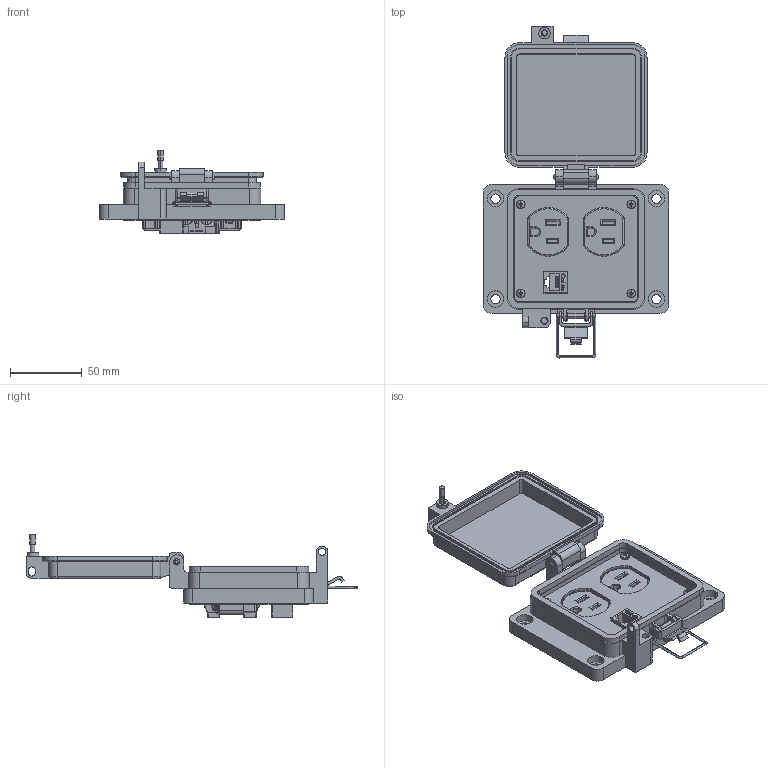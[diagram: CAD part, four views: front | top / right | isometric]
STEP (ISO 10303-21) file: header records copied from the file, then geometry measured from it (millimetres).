
FILE_DESCRIPTION (( 'STEP AP203' ), '1' );
FILE_NAME ('P-R2-K3RG0_3D.STEP', '2021-10-05T19:00:31', ( '' ), ( '' ), 'SwSTEP 2.0', 'SolidWorks 2019', '' );
FILE_SCHEMA (( 'CONFIG_CONTROL_DESIGN' ));
Length unit declared in the file: millimetre
Products named in the file (13): -K3; Z-H-K3_B; Z-300-RJ45CAT5; Z-000-4243316TFP; R2; Z-000-440716FH_90273A416; P-R2-K3RG0_FP060_1; P-R2-K3RG0_3D; P-R2-K3RG0_BP180_1; P-R2-K3RG0_TP060_1; 92005A124_METRIC PAN HEAD PHILLIPS MACHINE SCREW_92005A124; RD_sheared; Z-200-OTLT-RD_Sheared
Assembly tree (18 placements, depth 3):
  P-R2-K3RG0_3D
    P-R2-K3RG0_BP180_1
    P-R2-K3RG0_TP060_1
    Z-000-4243316TFP  x4
    RD_sheared
      Z-200-OTLT-RD_Sheared
    Z-000-440716FH_90273A416
    P-R2-K3RG0_FP060_1
    R2
      Z-300-RJ45CAT5
    -K3
      Z-H-K3_B
    92005A124_METRIC PAN HEAD PHILLIPS MACHINE SCREW_92005A124  x4
Bounding box: 129 x 231.18 x 58.02 mm (x, y, z)
Volume: 189095.7 mm3; surface area: 127122 mm2
Topology: 33 solids, 33 shells, 2718 faces, 7501 edges, 4882 vertices
Faces by surface type: cylinder 1171, plane 1067, bspline 255, cone 104, torus 61, sphere 60
Entity records: 73896 total; most frequent: CARTESIAN_POINT 24055, ORIENTED_EDGE 10792, DIRECTION 9148, EDGE_CURVE 5396, VERTEX_POINT 3505, LINE 3216, VECTOR 3216, AXIS2_PLACEMENT_3D 2966
